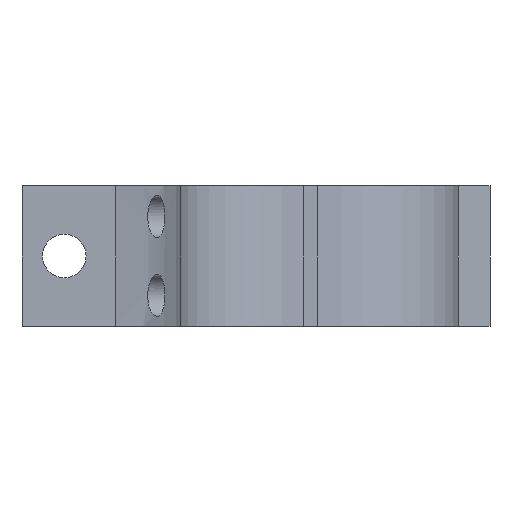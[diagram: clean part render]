
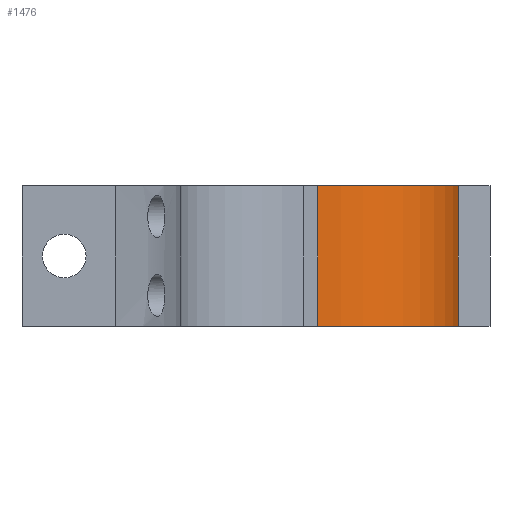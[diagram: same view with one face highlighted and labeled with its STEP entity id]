
A CAD part, left-side view. The second image highlights one B-rep face of the part: STEP entity #1476.
In plain terms, the highlighted cylindrical face has radius 20 mm (diameter 40 mm), a partial arc.
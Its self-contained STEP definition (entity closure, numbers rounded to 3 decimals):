
#18 = CARTESIAN_POINT ( 'NONE',  ( 72.305, -60.618, 0. ) ) ;
#25 = ORIENTED_EDGE ( 'NONE', *, *, #191, .T. ) ;
#56 = AXIS2_PLACEMENT_3D ( 'NONE', #1401, #366, #954 ) ;
#83 = DIRECTION ( 'NONE',  ( 0., 0., -1. ) ) ;
#162 = VECTOR ( 'NONE', #83, 1000. ) ;
#191 = EDGE_CURVE ( 'NONE', #1054, #534, #330, .T. ) ;
#225 = CARTESIAN_POINT ( 'NONE',  ( 72.305, -60.618, 20. ) ) ;
#237 = VECTOR ( 'NONE', #1178, 1000. ) ;
#241 = ORIENTED_EDGE ( 'NONE', *, *, #1149, .T. ) ;
#282 = EDGE_CURVE ( 'NONE', #1229, #781, #915, .T. ) ;
#283 = DIRECTION ( 'NONE',  ( 0., 0., 1. ) ) ;
#307 = CARTESIAN_POINT ( 'NONE',  ( 65., -42., 20. ) ) ;
#314 = FACE_OUTER_BOUND ( 'NONE', #1133, .T. ) ;
#320 = DIRECTION ( 'NONE',  ( 0., 0., -1. ) ) ;
#330 = CIRCLE ( 'NONE', #56, 20. ) ;
#366 = DIRECTION ( 'NONE',  ( 0., 0., 1. ) ) ;
#369 = LINE ( 'NONE', #1395, #237 ) ;
#396 = CARTESIAN_POINT ( 'NONE',  ( 45., -42., 0. ) ) ;
#413 = ORIENTED_EDGE ( 'NONE', *, *, #555, .T. ) ;
#454 = AXIS2_PLACEMENT_3D ( 'NONE', #973, #283, #960 ) ;
#459 = AXIS2_PLACEMENT_3D ( 'NONE', #307, #320, #1444 ) ;
#534 = VERTEX_POINT ( 'NONE', #18 ) ;
#555 = EDGE_CURVE ( 'NONE', #534, #781, #369, .T. ) ;
#781 = VERTEX_POINT ( 'NONE', #225 ) ;
#865 = ORIENTED_EDGE ( 'NONE', *, *, #282, .F. ) ;
#915 = CIRCLE ( 'NONE', #454, 20. ) ;
#954 = DIRECTION ( 'NONE',  ( 1., 0., 0. ) ) ;
#960 = DIRECTION ( 'NONE',  ( 1., 0., 0. ) ) ;
#973 = CARTESIAN_POINT ( 'NONE',  ( 65., -42., 20. ) ) ;
#988 = CYLINDRICAL_SURFACE ( 'NONE', #459, 20. ) ;
#990 = CARTESIAN_POINT ( 'NONE',  ( 45., -42., 20. ) ) ;
#996 = LINE ( 'NONE', #1122, #162 ) ;
#1054 = VERTEX_POINT ( 'NONE', #396 ) ;
#1122 = CARTESIAN_POINT ( 'NONE',  ( 45., -42., 20. ) ) ;
#1133 = EDGE_LOOP ( 'NONE', ( #25, #413, #865, #241 ) ) ;
#1149 = EDGE_CURVE ( 'NONE', #1229, #1054, #996, .T. ) ;
#1178 = DIRECTION ( 'NONE',  ( 0., 0., 1. ) ) ;
#1229 = VERTEX_POINT ( 'NONE', #990 ) ;
#1395 = CARTESIAN_POINT ( 'NONE',  ( 72.305, -60.618, 20. ) ) ;
#1401 = CARTESIAN_POINT ( 'NONE',  ( 65., -42., 0. ) ) ;
#1444 = DIRECTION ( 'NONE',  ( -1., 0., 0. ) ) ;
#1476 = ADVANCED_FACE ( 'NONE', ( #314 ), #988, .T. ) ;
